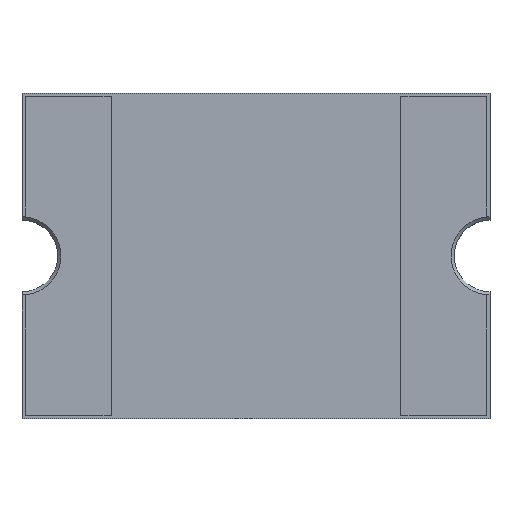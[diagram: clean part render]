
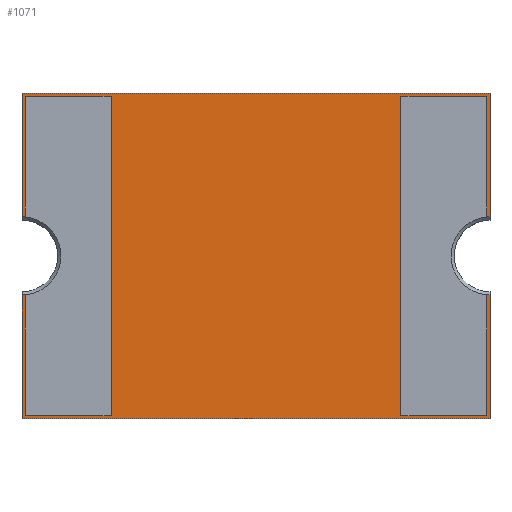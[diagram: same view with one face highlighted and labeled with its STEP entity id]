
A CAD part, top view. The second image highlights one B-rep face of the part: STEP entity #1071.
In plain terms, the highlighted planar face has unit normal (0, 0, 1).
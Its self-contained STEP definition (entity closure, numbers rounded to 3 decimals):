
#42=CIRCLE('',#1131,0.613);
#43=CIRCLE('',#1132,0.613);
#44=CIRCLE('',#1133,0.613);
#45=CIRCLE('',#1134,0.613);
#150=ORIENTED_EDGE('',*,*,#304,.F.);
#151=ORIENTED_EDGE('',*,*,#354,.T.);
#152=ORIENTED_EDGE('',*,*,#355,.T.);
#153=ORIENTED_EDGE('',*,*,#356,.T.);
#154=ORIENTED_EDGE('',*,*,#332,.F.);
#155=ORIENTED_EDGE('',*,*,#357,.T.);
#156=ORIENTED_EDGE('',*,*,#358,.T.);
#157=ORIENTED_EDGE('',*,*,#359,.T.);
#158=ORIENTED_EDGE('',*,*,#315,.F.);
#159=ORIENTED_EDGE('',*,*,#297,.F.);
#160=ORIENTED_EDGE('',*,*,#312,.F.);
#161=ORIENTED_EDGE('',*,*,#360,.T.);
#162=ORIENTED_EDGE('',*,*,#361,.T.);
#163=ORIENTED_EDGE('',*,*,#362,.T.);
#164=ORIENTED_EDGE('',*,*,#335,.F.);
#165=ORIENTED_EDGE('',*,*,#363,.T.);
#166=ORIENTED_EDGE('',*,*,#364,.T.);
#167=ORIENTED_EDGE('',*,*,#365,.T.);
#168=ORIENTED_EDGE('',*,*,#307,.F.);
#169=ORIENTED_EDGE('',*,*,#301,.F.);
#297=EDGE_CURVE('',#408,#409,#476,.T.);
#301=EDGE_CURVE('',#412,#413,#480,.T.);
#304=EDGE_CURVE('',#414,#412,#483,.T.);
#307=EDGE_CURVE('',#413,#416,#486,.T.);
#312=EDGE_CURVE('',#418,#408,#491,.T.);
#315=EDGE_CURVE('',#409,#420,#494,.T.);
#332=EDGE_CURVE('',#434,#435,#509,.T.);
#335=EDGE_CURVE('',#436,#437,#512,.T.);
#354=EDGE_CURVE('',#414,#450,#42,.T.);
#355=EDGE_CURVE('',#450,#451,#526,.T.);
#356=EDGE_CURVE('',#451,#435,#527,.T.);
#357=EDGE_CURVE('',#434,#452,#528,.T.);
#358=EDGE_CURVE('',#452,#453,#529,.T.);
#359=EDGE_CURVE('',#453,#420,#43,.T.);
#360=EDGE_CURVE('',#418,#454,#44,.T.);
#361=EDGE_CURVE('',#454,#455,#530,.T.);
#362=EDGE_CURVE('',#455,#437,#531,.T.);
#363=EDGE_CURVE('',#436,#456,#532,.T.);
#364=EDGE_CURVE('',#456,#457,#533,.T.);
#365=EDGE_CURVE('',#457,#416,#45,.T.);
#408=VERTEX_POINT('',#1433);
#409=VERTEX_POINT('',#1435);
#412=VERTEX_POINT('',#1442);
#413=VERTEX_POINT('',#1444);
#414=VERTEX_POINT('',#1448);
#416=VERTEX_POINT('',#1455);
#418=VERTEX_POINT('',#1462);
#420=VERTEX_POINT('',#1469);
#434=VERTEX_POINT('',#1502);
#435=VERTEX_POINT('',#1504);
#436=VERTEX_POINT('',#1508);
#437=VERTEX_POINT('',#1510);
#450=VERTEX_POINT('',#1545);
#451=VERTEX_POINT('',#1547);
#452=VERTEX_POINT('',#1550);
#453=VERTEX_POINT('',#1552);
#454=VERTEX_POINT('',#1555);
#455=VERTEX_POINT('',#1557);
#456=VERTEX_POINT('',#1560);
#457=VERTEX_POINT('',#1562);
#476=LINE('',#1434,#568);
#480=LINE('',#1443,#572);
#483=LINE('',#1449,#575);
#486=LINE('',#1454,#578);
#491=LINE('',#1463,#583);
#494=LINE('',#1468,#586);
#509=LINE('',#1503,#601);
#512=LINE('',#1509,#604);
#526=LINE('',#1546,#618);
#527=LINE('',#1548,#619);
#528=LINE('',#1549,#620);
#529=LINE('',#1551,#621);
#530=LINE('',#1556,#622);
#531=LINE('',#1558,#623);
#532=LINE('',#1559,#624);
#533=LINE('',#1561,#625);
#568=VECTOR('',#1205,1000.);
#572=VECTOR('',#1211,1000.);
#575=VECTOR('',#1216,1000.);
#578=VECTOR('',#1221,1000.);
#583=VECTOR('',#1228,1000.);
#586=VECTOR('',#1233,1000.);
#601=VECTOR('',#1258,1000.);
#604=VECTOR('',#1263,1000.);
#618=VECTOR('',#1295,1000.);
#619=VECTOR('',#1296,1000.);
#620=VECTOR('',#1297,1000.);
#621=VECTOR('',#1298,1000.);
#622=VECTOR('',#1303,1000.);
#623=VECTOR('',#1304,1000.);
#624=VECTOR('',#1305,1000.);
#625=VECTOR('',#1306,1000.);
#659=EDGE_LOOP('',(#150,#151,#152,#153,#154,#155,#156,#157,#158,#159,#160,
#161,#162,#163,#164,#165,#166,#167,#168,#169));
#701=FACE_BOUND('',#659,.T.);
#741=PLANE('',#1130);
#1071=ADVANCED_FACE('',(#701),#741,.F.);
#1130=AXIS2_PLACEMENT_3D('',#1543,#1291,#1292);
#1131=AXIS2_PLACEMENT_3D('',#1544,#1293,#1294);
#1132=AXIS2_PLACEMENT_3D('',#1553,#1299,#1300);
#1133=AXIS2_PLACEMENT_3D('',#1554,#1301,#1302);
#1134=AXIS2_PLACEMENT_3D('',#1563,#1307,#1308);
#1205=DIRECTION('',(1.,0.,0.));
#1211=DIRECTION('',(-1.,0.,0.));
#1216=DIRECTION('',(0.,-1.,0.));
#1221=DIRECTION('',(0.,1.,0.));
#1228=DIRECTION('',(0.,1.,0.));
#1233=DIRECTION('',(0.,-1.,0.));
#1258=DIRECTION('',(0.,-1.,0.));
#1263=DIRECTION('',(0.,1.,0.));
#1291=DIRECTION('',(0.,0.,-1.));
#1292=DIRECTION('',(-1.,0.,0.));
#1293=DIRECTION('',(0.,0.,-1.));
#1294=DIRECTION('',(-1.,0.,0.));
#1295=DIRECTION('',(0.,-1.,0.));
#1296=DIRECTION('',(-1.,0.,0.));
#1297=DIRECTION('',(1.,0.,0.));
#1298=DIRECTION('',(0.,-1.,0.));
#1299=DIRECTION('',(0.,0.,-1.));
#1300=DIRECTION('',(-1.,0.,0.));
#1301=DIRECTION('',(0.,0.,-1.));
#1302=DIRECTION('',(-1.,0.,0.));
#1303=DIRECTION('',(0.,1.,0.));
#1304=DIRECTION('',(1.,0.,0.));
#1305=DIRECTION('',(-1.,0.,0.));
#1306=DIRECTION('',(0.,1.,0.));
#1307=DIRECTION('',(0.,0.,-1.));
#1308=DIRECTION('',(-1.,0.,0.));
#1433=CARTESIAN_POINT('',(-3.678,2.56,0.775));
#1434=CARTESIAN_POINT('',(-2.278,2.56,0.775));
#1435=CARTESIAN_POINT('',(3.678,2.56,0.775));
#1442=CARTESIAN_POINT('',(3.678,-2.56,0.775));
#1443=CARTESIAN_POINT('',(2.278,-2.56,0.775));
#1444=CARTESIAN_POINT('',(-3.678,-2.56,0.775));
#1448=CARTESIAN_POINT('',(3.678,-0.613,0.775));
#1449=CARTESIAN_POINT('',(3.678,2.56,0.775));
#1454=CARTESIAN_POINT('',(-3.678,-2.56,0.775));
#1455=CARTESIAN_POINT('',(-3.678,-0.613,0.775));
#1462=CARTESIAN_POINT('',(-3.678,0.613,0.775));
#1463=CARTESIAN_POINT('',(-3.678,-2.56,0.775));
#1468=CARTESIAN_POINT('',(3.678,2.56,0.775));
#1469=CARTESIAN_POINT('',(3.678,0.613,0.775));
#1502=CARTESIAN_POINT('',(2.278,2.51,0.775));
#1503=CARTESIAN_POINT('',(2.278,2.56,0.775));
#1504=CARTESIAN_POINT('',(2.278,-2.51,0.775));
#1508=CARTESIAN_POINT('',(-2.278,-2.51,0.775));
#1509=CARTESIAN_POINT('',(-2.278,-2.56,0.775));
#1510=CARTESIAN_POINT('',(-2.278,2.51,0.775));
#1543=CARTESIAN_POINT('',(0.,0.,0.775));
#1544=CARTESIAN_POINT('',(3.678,0.,0.775));
#1545=CARTESIAN_POINT('',(3.628,-0.61,0.775));
#1546=CARTESIAN_POINT('',(3.628,-0.61,0.775));
#1547=CARTESIAN_POINT('',(3.628,-2.51,0.775));
#1548=CARTESIAN_POINT('',(2.328,-2.51,0.775));
#1549=CARTESIAN_POINT('',(2.328,2.51,0.775));
#1550=CARTESIAN_POINT('',(3.628,2.51,0.775));
#1551=CARTESIAN_POINT('',(3.628,2.51,0.775));
#1552=CARTESIAN_POINT('',(3.628,0.61,0.775));
#1553=CARTESIAN_POINT('',(3.678,0.,0.775));
#1554=CARTESIAN_POINT('',(-3.678,0.,0.775));
#1555=CARTESIAN_POINT('',(-3.628,0.61,0.775));
#1556=CARTESIAN_POINT('',(-3.628,0.61,0.775));
#1557=CARTESIAN_POINT('',(-3.628,2.51,0.775));
#1558=CARTESIAN_POINT('',(-3.628,2.51,0.775));
#1559=CARTESIAN_POINT('',(-2.328,-2.51,0.775));
#1560=CARTESIAN_POINT('',(-3.628,-2.51,0.775));
#1561=CARTESIAN_POINT('',(-3.628,-2.51,0.775));
#1562=CARTESIAN_POINT('',(-3.628,-0.61,0.775));
#1563=CARTESIAN_POINT('',(-3.678,0.,0.775));
